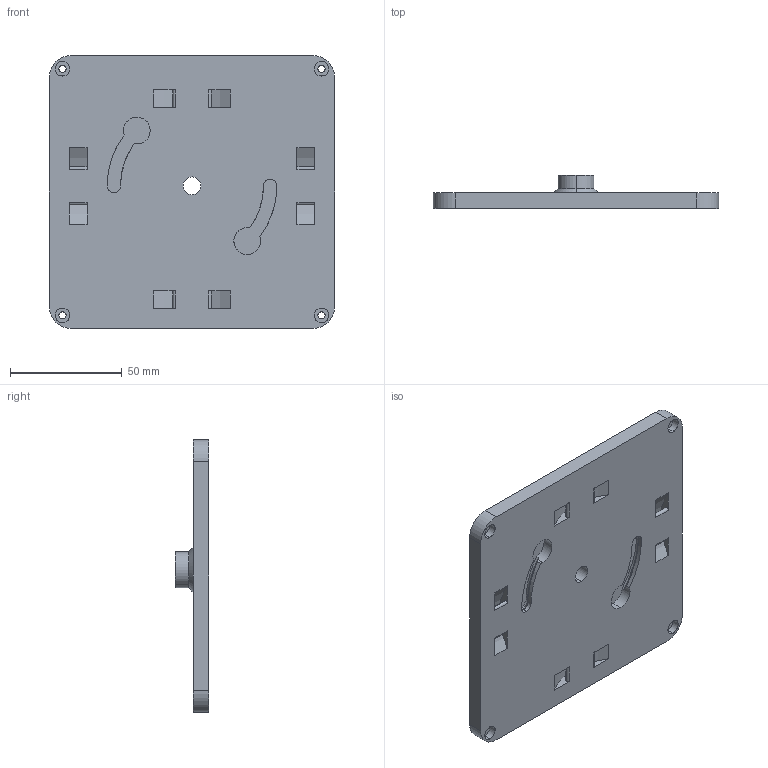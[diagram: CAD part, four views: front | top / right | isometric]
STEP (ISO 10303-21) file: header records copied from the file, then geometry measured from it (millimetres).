
FILE_DESCRIPTION (( 'STEP AP214' ), '1' );
FILE_NAME ('Beacon_V1_bottom_plate.STEP', '2026-02-25T12:37:50', ( '' ), ( '' ), 'SwSTEP 2.0', 'SolidWorks 2024', '' );
FILE_SCHEMA (( 'AUTOMOTIVE_DESIGN' ));
Length unit declared in the file: millimetre
Products named in the file (1): Beacon_V1_bottom_plate
Bounding box: 127.8 x 15 x 122.3 mm (x, y, z)
Volume: 103827.1 mm3; surface area: 38482.4 mm2
Topology: 1 solids, 1 shells, 124 faces, 323 edges, 208 vertices
Faces by surface type: cylinder 72, plane 27, cone 25
Entity records: 3952 total; most frequent: DIRECTION 735, CARTESIAN_POINT 710, ORIENTED_EDGE 646, EDGE_CURVE 323, AXIS2_PLACEMENT_3D 301, VERTEX_POINT 208, CIRCLE 176, EDGE_LOOP 149
